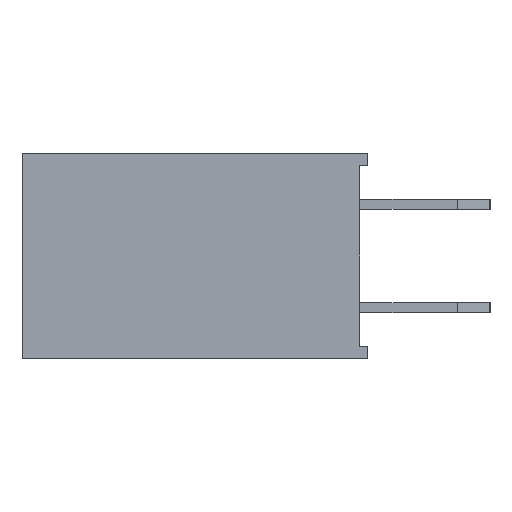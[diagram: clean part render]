
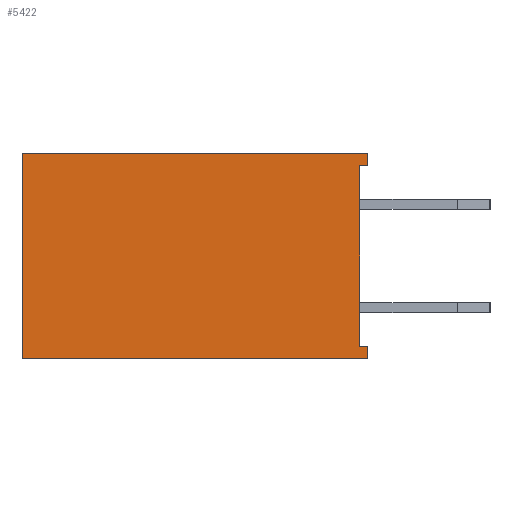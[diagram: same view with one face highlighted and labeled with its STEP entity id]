
A CAD part, left-side view. The second image highlights one B-rep face of the part: STEP entity #5422.
In plain terms, the highlighted planar face has unit normal (-1, 0, 0).
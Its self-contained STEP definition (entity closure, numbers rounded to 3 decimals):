
#247 = EDGE_CURVE ( 'NONE', #10160, #13696, #5349, .T. ) ;
#826 = VERTEX_POINT ( 'NONE', #7658 ) ;
#1189 = ORIENTED_EDGE ( 'NONE', *, *, #12984, .T. ) ;
#1385 = VERTEX_POINT ( 'NONE', #6098 ) ;
#2152 = AXIS2_PLACEMENT_3D ( 'NONE', #8914, #2920, #7420 ) ;
#2829 = LINE ( 'NONE', #11713, #9136 ) ;
#2920 = DIRECTION ( 'NONE',  ( -1., 0., 0. ) ) ;
#3054 = LINE ( 'NONE', #8789, #13385 ) ;
#3107 = ORIENTED_EDGE ( 'NONE', *, *, #10541, .T. ) ;
#3119 = CARTESIAN_POINT ( 'NONE',  ( -1.47, 0., 2.52 ) ) ;
#3138 = DIRECTION ( 'NONE',  ( 0., 1., 0. ) ) ;
#3230 = CARTESIAN_POINT ( 'NONE',  ( -1.47, 0., -2.52 ) ) ;
#3503 = CARTESIAN_POINT ( 'NONE',  ( -1.47, 0., -2.22 ) ) ;
#3618 = VERTEX_POINT ( 'NONE', #16235 ) ;
#3914 = CARTESIAN_POINT ( 'NONE',  ( -1.47, -8.3, -2.22 ) ) ;
#3932 = DIRECTION ( 'NONE',  ( 0., 0., 1. ) ) ;
#4036 = VERTEX_POINT ( 'NONE', #15347 ) ;
#4421 = EDGE_CURVE ( 'NONE', #12998, #1385, #15209, .T. ) ;
#5349 = LINE ( 'NONE', #9535, #15992 ) ;
#5422 = ADVANCED_FACE ( 'NONE', ( #8467 ), #12595, .T. ) ;
#6098 = CARTESIAN_POINT ( 'NONE',  ( -1.47, 0., 2.52 ) ) ;
#6170 = DIRECTION ( 'NONE',  ( 0., -1., 0. ) ) ;
#6333 = VECTOR ( 'NONE', #8843, 1000. ) ;
#6464 = VECTOR ( 'NONE', #3932, 1000. ) ;
#6768 = EDGE_CURVE ( 'NONE', #3618, #12998, #11657, .T. ) ;
#7420 = DIRECTION ( 'NONE',  ( 0., 0., 1. ) ) ;
#7658 = CARTESIAN_POINT ( 'NONE',  ( -1.47, -8.5, -2.22 ) ) ;
#8307 = EDGE_CURVE ( 'NONE', #13696, #4036, #3054, .T. ) ;
#8467 = FACE_OUTER_BOUND ( 'NONE', #12864, .T. ) ;
#8789 = CARTESIAN_POINT ( 'NONE',  ( -1.47, -8.3, 2.22 ) ) ;
#8843 = DIRECTION ( 'NONE',  ( 0., 1., 0. ) ) ;
#8914 = CARTESIAN_POINT ( 'NONE',  ( -1.47, 0., 0. ) ) ;
#9136 = VECTOR ( 'NONE', #14569, 1000. ) ;
#9535 = CARTESIAN_POINT ( 'NONE',  ( -1.47, -8.3, 0. ) ) ;
#10059 = CARTESIAN_POINT ( 'NONE',  ( -1.47, -8.5, 2.52 ) ) ;
#10160 = VERTEX_POINT ( 'NONE', #3914 ) ;
#10541 = EDGE_CURVE ( 'NONE', #3618, #826, #17589, .T. ) ;
#10700 = ORIENTED_EDGE ( 'NONE', *, *, #8307, .T. ) ;
#11029 = VERTEX_POINT ( 'NONE', #10059 ) ;
#11364 = LINE ( 'NONE', #3119, #6333 ) ;
#11597 = CARTESIAN_POINT ( 'NONE',  ( -1.47, -8.5, 0. ) ) ;
#11657 = LINE ( 'NONE', #3230, #12018 ) ;
#11686 = VECTOR ( 'NONE', #15921, 1000. ) ;
#11713 = CARTESIAN_POINT ( 'NONE',  ( -1.47, -8.5, 0. ) ) ;
#12018 = VECTOR ( 'NONE', #3138, 1000. ) ;
#12595 = PLANE ( 'NONE',  #2152 ) ;
#12680 = DIRECTION ( 'NONE',  ( 0., 0., 1. ) ) ;
#12864 = EDGE_LOOP ( 'NONE', ( #1189, #16853, #16681, #14811, #3107, #17392, #15382, #10700 ) ) ;
#12984 = EDGE_CURVE ( 'NONE', #4036, #11029, #2829, .T. ) ;
#12998 = VERTEX_POINT ( 'NONE', #14308 ) ;
#13385 = VECTOR ( 'NONE', #6170, 1000. ) ;
#13696 = VERTEX_POINT ( 'NONE', #15113 ) ;
#14146 = VECTOR ( 'NONE', #17855, 1000. ) ;
#14308 = CARTESIAN_POINT ( 'NONE',  ( -1.47, 0., -2.52 ) ) ;
#14569 = DIRECTION ( 'NONE',  ( 0., 0., 1. ) ) ;
#14811 = ORIENTED_EDGE ( 'NONE', *, *, #6768, .F. ) ;
#15113 = CARTESIAN_POINT ( 'NONE',  ( -1.47, -8.3, 2.22 ) ) ;
#15209 = LINE ( 'NONE', #16715, #6464 ) ;
#15347 = CARTESIAN_POINT ( 'NONE',  ( -1.47, -8.5, 2.22 ) ) ;
#15382 = ORIENTED_EDGE ( 'NONE', *, *, #247, .T. ) ;
#15921 = DIRECTION ( 'NONE',  ( 0., 0., 1. ) ) ;
#15992 = VECTOR ( 'NONE', #12680, 1000. ) ;
#16235 = CARTESIAN_POINT ( 'NONE',  ( -1.47, -8.5, -2.52 ) ) ;
#16363 = EDGE_CURVE ( 'NONE', #826, #10160, #16388, .T. ) ;
#16388 = LINE ( 'NONE', #3503, #14146 ) ;
#16489 = EDGE_CURVE ( 'NONE', #11029, #1385, #11364, .T. ) ;
#16681 = ORIENTED_EDGE ( 'NONE', *, *, #4421, .F. ) ;
#16715 = CARTESIAN_POINT ( 'NONE',  ( -1.47, 0., 0. ) ) ;
#16853 = ORIENTED_EDGE ( 'NONE', *, *, #16489, .T. ) ;
#17392 = ORIENTED_EDGE ( 'NONE', *, *, #16363, .T. ) ;
#17589 = LINE ( 'NONE', #11597, #11686 ) ;
#17855 = DIRECTION ( 'NONE',  ( 0., 1., 0. ) ) ;
